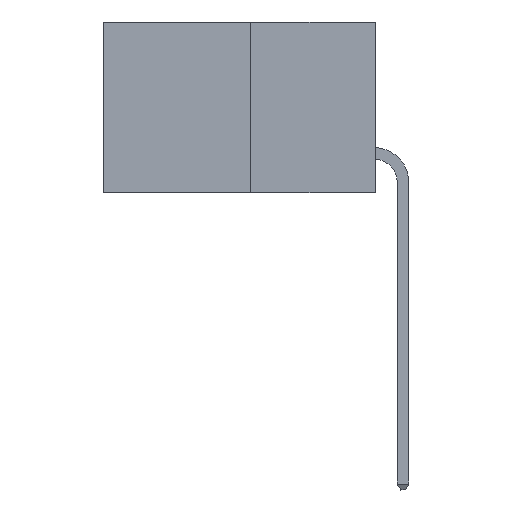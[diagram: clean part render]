
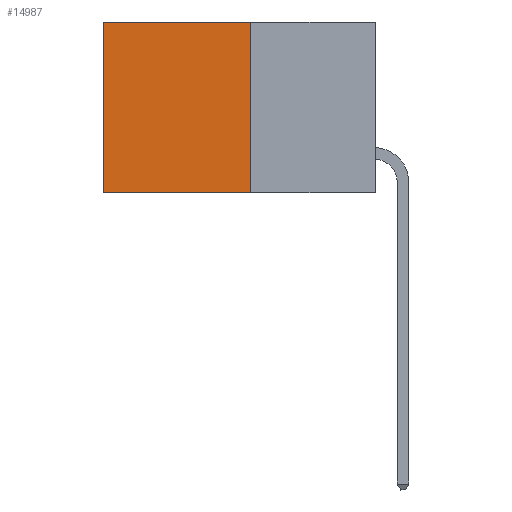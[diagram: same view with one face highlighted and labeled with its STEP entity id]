
A CAD part, left-side view. The second image highlights one B-rep face of the part: STEP entity #14987.
In plain terms, the highlighted planar face has unit normal (-1, 0, 0).
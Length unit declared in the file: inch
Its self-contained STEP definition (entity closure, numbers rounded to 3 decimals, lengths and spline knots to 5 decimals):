
#215 = VECTOR ( 'NONE', #16588, 39.37008 ) ;
#340 = VECTOR ( 'NONE', #12644, 39.37008 ) ;
#1068 = VERTEX_POINT ( 'NONE', #19686 ) ;
#1458 = ORIENTED_EDGE ( 'NONE', *, *, #6279, .T. ) ;
#1661 = CARTESIAN_POINT ( 'NONE',  ( 0.277, 0.27, -0.37 ) ) ;
#2307 = VERTEX_POINT ( 'NONE', #12245 ) ;
#3313 = DIRECTION ( 'NONE',  ( 0., 0., -1. ) ) ;
#3721 = CARTESIAN_POINT ( 'NONE',  ( 0.277, 0.59, 0. ) ) ;
#3846 = EDGE_CURVE ( 'NONE', #20061, #19578, #4619, .T. ) ;
#4619 = LINE ( 'NONE', #16616, #215 ) ;
#4891 = ORIENTED_EDGE ( 'NONE', *, *, #3846, .T. ) ;
#4919 = EDGE_CURVE ( 'NONE', #1068, #19578, #6304, .T. ) ;
#5810 = CARTESIAN_POINT ( 'NONE',  ( 0.277, 0.59, -0.37 ) ) ;
#6031 = DIRECTION ( 'NONE',  ( 0., 1., 0. ) ) ;
#6057 = ORIENTED_EDGE ( 'NONE', *, *, #4919, .F. ) ;
#6279 = EDGE_CURVE ( 'NONE', #2307, #20061, #9072, .T. ) ;
#6304 = LINE ( 'NONE', #7456, #18695 ) ;
#6337 = CARTESIAN_POINT ( 'NONE',  ( 0.277, 0.27, 0. ) ) ;
#6857 = EDGE_CURVE ( 'NONE', #2307, #1068, #10557, .T. ) ;
#7456 = CARTESIAN_POINT ( 'NONE',  ( 0.277, 0.27, -0.37 ) ) ;
#7965 = ORIENTED_EDGE ( 'NONE', *, *, #6857, .F. ) ;
#8175 = PLANE ( 'NONE',  #13310 ) ;
#8423 = DIRECTION ( 'NONE',  ( 0., 0., -1. ) ) ;
#9072 = LINE ( 'NONE', #6337, #340 ) ;
#10557 = LINE ( 'NONE', #19730, #18639 ) ;
#12245 = CARTESIAN_POINT ( 'NONE',  ( 0.277, 0.27, 0. ) ) ;
#12644 = DIRECTION ( 'NONE',  ( 0., 1., 0. ) ) ;
#12992 = DIRECTION ( 'NONE',  ( 1., 0., 0. ) ) ;
#13310 = AXIS2_PLACEMENT_3D ( 'NONE', #1661, #12992, #3313 ) ;
#13746 = EDGE_LOOP ( 'NONE', ( #4891, #6057, #7965, #1458 ) ) ;
#14987 = ADVANCED_FACE ( 'NONE', ( #16877 ), #8175, .F. ) ;
#16588 = DIRECTION ( 'NONE',  ( 0., 0., -1. ) ) ;
#16616 = CARTESIAN_POINT ( 'NONE',  ( 0.277, 0.59, -0.37 ) ) ;
#16877 = FACE_OUTER_BOUND ( 'NONE', #13746, .T. ) ;
#18639 = VECTOR ( 'NONE', #8423, 39.37008 ) ;
#18695 = VECTOR ( 'NONE', #6031, 39.37008 ) ;
#19578 = VERTEX_POINT ( 'NONE', #5810 ) ;
#19686 = CARTESIAN_POINT ( 'NONE',  ( 0.277, 0.27, -0.37 ) ) ;
#19730 = CARTESIAN_POINT ( 'NONE',  ( 0.277, 0.27, -0.37 ) ) ;
#20061 = VERTEX_POINT ( 'NONE', #3721 ) ;
